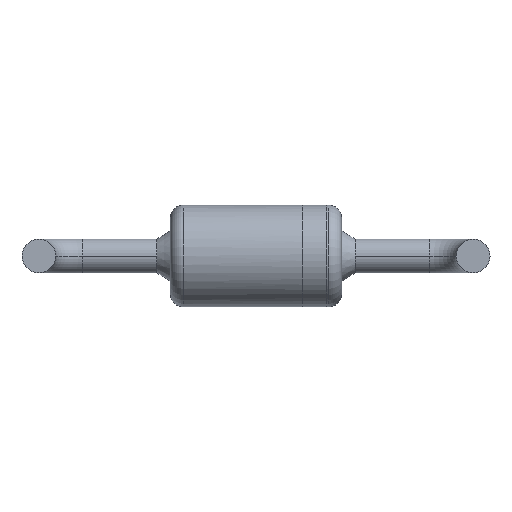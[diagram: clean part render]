
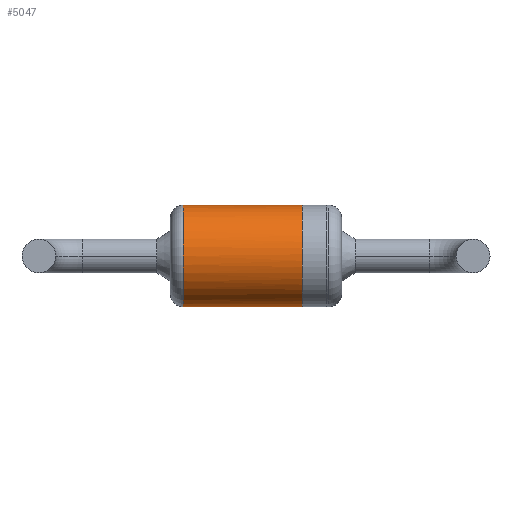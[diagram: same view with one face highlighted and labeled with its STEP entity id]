
A CAD part, front view. The second image highlights one B-rep face of the part: STEP entity #5047.
In plain terms, the highlighted cylindrical face has radius 1.188 mm (diameter 2.375 mm), a partial arc.
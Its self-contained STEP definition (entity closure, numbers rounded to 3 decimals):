
#14 = DIRECTION ( 'NONE',  ( 0., 0., 1. ) ) ;
#165 = LINE ( 'NONE', #2319, #601 ) ;
#228 = EDGE_CURVE ( 'NONE', #1634, #3613, #2372, .T. ) ;
#284 = EDGE_CURVE ( 'NONE', #3570, #2392, #3327, .T. ) ;
#289 = CARTESIAN_POINT ( 'NONE',  ( 6.156, 1., 0.155 ) ) ;
#386 = CARTESIAN_POINT ( 'NONE',  ( 6.156, 2.188, -1.188 ) ) ;
#437 = CYLINDRICAL_SURFACE ( 'NONE', #1656, 1.188 ) ;
#601 = VECTOR ( 'NONE', #1006, 1000. ) ;
#700 = ORIENTED_EDGE ( 'NONE', *, *, #990, .F. ) ;
#830 = CARTESIAN_POINT ( 'NONE',  ( 6.156, 1., -0.155 ) ) ;
#863 = VECTOR ( 'NONE', #1087, 1000. ) ;
#965 = CARTESIAN_POINT ( 'NONE',  ( 3.374, 2.188, 0. ) ) ;
#990 = EDGE_CURVE ( 'NONE', #1634, #3570, #4797, .T. ) ;
#1006 = DIRECTION ( 'NONE',  ( -1., 0., 0. ) ) ;
#1087 = DIRECTION ( 'NONE',  ( -1., 0., 0. ) ) ;
#1228 = CARTESIAN_POINT ( 'NONE',  ( 6.156, 1.458, -0.95 ) ) ;
#1263 = EDGE_CURVE ( 'NONE', #3613, #2392, #165, .T. ) ;
#1280 = FACE_OUTER_BOUND ( 'NONE', #3792, .T. ) ;
#1587 = CARTESIAN_POINT ( 'NONE',  ( 6.156, 1.238, 0.73 ) ) ;
#1619 = CARTESIAN_POINT ( 'NONE',  ( 6.156, 2.032, 1.188 ) ) ;
#1634 = VERTEX_POINT ( 'NONE', #386 ) ;
#1656 = AXIS2_PLACEMENT_3D ( 'NONE', #2820, #2127, #5417 ) ;
#1960 = CARTESIAN_POINT ( 'NONE',  ( 3.374, 2.188, 1.188 ) ) ;
#2030 = CARTESIAN_POINT ( 'NONE',  ( 6.156, 2.032, -1.188 ) ) ;
#2054 = CARTESIAN_POINT ( 'NONE',  ( 6.156, 1.589, -1.038 ) ) ;
#2127 = DIRECTION ( 'NONE',  ( -1., 0., 0. ) ) ;
#2311 = ORIENTED_EDGE ( 'NONE', *, *, #228, .T. ) ;
#2319 = CARTESIAN_POINT ( 'NONE',  ( 2.763, 2.188, 1.188 ) ) ;
#2372 = B_SPLINE_CURVE_WITH_KNOTS ( 'NONE', 3,
 ( #5014, #2030, #3725, #2054, #1228, #2870, #4574, #3679, #830, #289, #3208, #5358, #1587, #2421, #4940, #5389, #1619, #3261 ),
 .UNSPECIFIED., .F., .F.,
 ( 4, 2, 2, 2, 2, 2, 2, 2, 4 ),
 ( 0.5, 0.563, 0.625, 0.688, 0.75, 0.813, 0.875, 0.938, 1. ),
 .UNSPECIFIED. ) ;
#2392 = VERTEX_POINT ( 'NONE', #1960 ) ;
#2421 = CARTESIAN_POINT ( 'NONE',  ( 6.156, 1.458, 0.95 ) ) ;
#2424 = CARTESIAN_POINT ( 'NONE',  ( 3.374, 2.188, -1.188 ) ) ;
#2536 = CARTESIAN_POINT ( 'NONE',  ( 6.156, 2.188, 1.188 ) ) ;
#2820 = CARTESIAN_POINT ( 'NONE',  ( 2.763, 2.188, 0. ) ) ;
#2870 = CARTESIAN_POINT ( 'NONE',  ( 6.156, 1.238, -0.73 ) ) ;
#2888 = AXIS2_PLACEMENT_3D ( 'NONE', #965, #2949, #14 ) ;
#2949 = DIRECTION ( 'NONE',  ( -1., 0., 0. ) ) ;
#3179 = CARTESIAN_POINT ( 'NONE',  ( 2.763, 2.188, -1.188 ) ) ;
#3208 = CARTESIAN_POINT ( 'NONE',  ( 6.156, 1.031, 0.311 ) ) ;
#3261 = CARTESIAN_POINT ( 'NONE',  ( 6.156, 2.188, 1.188 ) ) ;
#3327 = CIRCLE ( 'NONE', #2888, 1.188 ) ;
#3570 = VERTEX_POINT ( 'NONE', #2424 ) ;
#3613 = VERTEX_POINT ( 'NONE', #2536 ) ;
#3679 = CARTESIAN_POINT ( 'NONE',  ( 6.156, 1.031, -0.311 ) ) ;
#3725 = CARTESIAN_POINT ( 'NONE',  ( 6.156, 1.877, -1.157 ) ) ;
#3792 = EDGE_LOOP ( 'NONE', ( #700, #2311, #3984, #4618 ) ) ;
#3984 = ORIENTED_EDGE ( 'NONE', *, *, #1263, .T. ) ;
#4574 = CARTESIAN_POINT ( 'NONE',  ( 6.156, 1.15, -0.598 ) ) ;
#4618 = ORIENTED_EDGE ( 'NONE', *, *, #284, .F. ) ;
#4797 = LINE ( 'NONE', #3179, #863 ) ;
#4940 = CARTESIAN_POINT ( 'NONE',  ( 6.156, 1.589, 1.038 ) ) ;
#5014 = CARTESIAN_POINT ( 'NONE',  ( 6.156, 2.188, -1.188 ) ) ;
#5047 = ADVANCED_FACE ( 'NONE', ( #1280 ), #437, .T. ) ;
#5358 = CARTESIAN_POINT ( 'NONE',  ( 6.156, 1.15, 0.598 ) ) ;
#5389 = CARTESIAN_POINT ( 'NONE',  ( 6.156, 1.877, 1.157 ) ) ;
#5417 = DIRECTION ( 'NONE',  ( 0., 0., 1. ) ) ;
